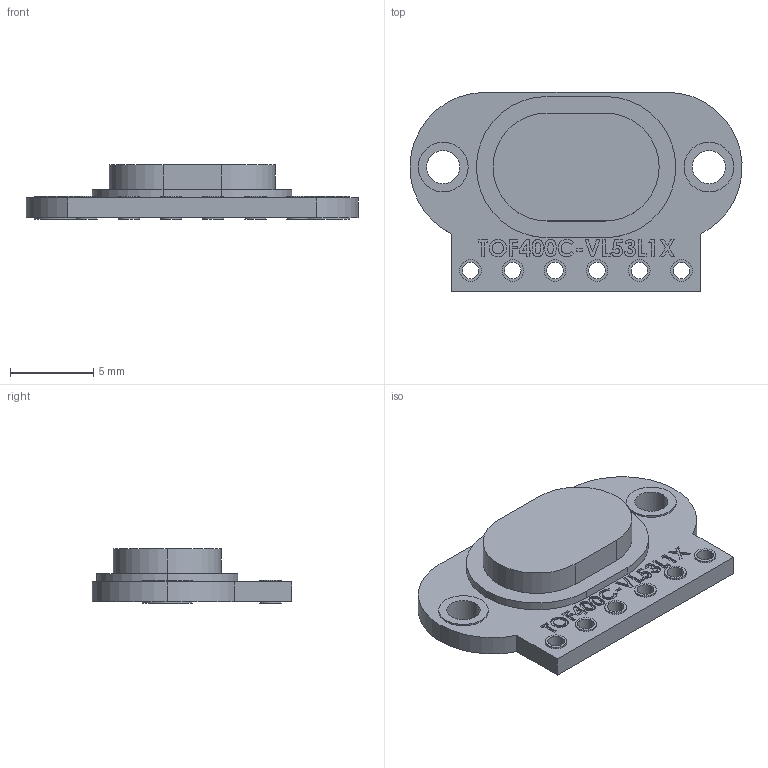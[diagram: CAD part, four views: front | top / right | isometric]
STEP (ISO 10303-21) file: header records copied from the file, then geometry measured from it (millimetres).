
FILE_DESCRIPTION (( 'STEP AP214' ), '1' );
FILE_NAME ('TOF400C, ïëàòà.STEP', '2023-06-21T10:52:18', ( '' ), ( '' ), 'SwSTEP 2.0', 'SolidWorks 2021', '' );
FILE_SCHEMA (( 'AUTOMOTIVE_DESIGN' ));
Length unit declared in the file: millimetre
Products named in the file (1): TOF400C, ïëàòà
Bounding box: 19.99 x 12 x 3.3 mm (x, y, z)
Volume: 364.2 mm3; surface area: 590.8 mm2
Topology: 1 solids, 1 shells, 464 faces, 1209 edges, 806 vertices
Faces by surface type: plane 275, bspline 132, cylinder 57
Entity records: 26517 total; most frequent: CARTESIAN_POINT 10724, ORIENTED_EDGE 2418, DIRECTION 1725, EDGE_CURVE 1209, LINE 831, VECTOR 831, VERTEX_POINT 806, EDGE_LOOP 539
